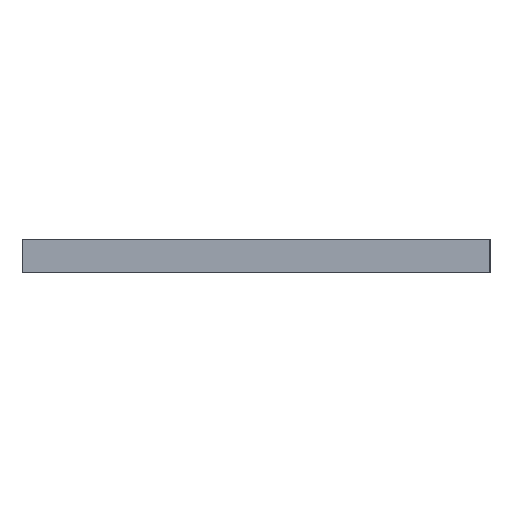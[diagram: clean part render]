
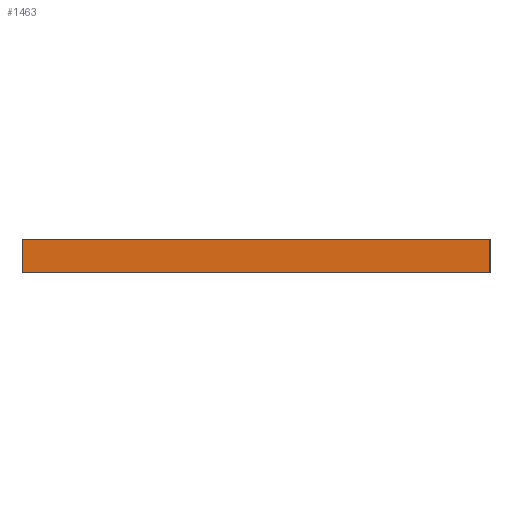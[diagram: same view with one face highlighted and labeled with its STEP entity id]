
A CAD part, left-side view. The second image highlights one B-rep face of the part: STEP entity #1463.
In plain terms, the highlighted planar face has unit normal (-1, 0, 0).
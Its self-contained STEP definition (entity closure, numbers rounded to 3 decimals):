
#79=PLANE('',#1634);
#154=FACE_OUTER_BOUND('',#236,.T.);
#236=EDGE_LOOP('',(#1269,#1270,#1271,#1272));
#388=LINE('',#2478,#518);
#389=LINE('',#2481,#519);
#390=LINE('',#2483,#520);
#391=LINE('',#2484,#521);
#518=VECTOR('',#2058,10.);
#519=VECTOR('',#2061,10.);
#520=VECTOR('',#2062,10.);
#521=VECTOR('',#2063,10.);
#732=VERTEX_POINT('',#2474);
#733=VERTEX_POINT('',#2476);
#734=VERTEX_POINT('',#2480);
#735=VERTEX_POINT('',#2482);
#936=EDGE_CURVE('',#732,#733,#388,.T.);
#937=EDGE_CURVE('',#732,#734,#389,.T.);
#938=EDGE_CURVE('',#735,#733,#390,.T.);
#939=EDGE_CURVE('',#734,#735,#391,.T.);
#1269=ORIENTED_EDGE('',*,*,#937,.F.);
#1270=ORIENTED_EDGE('',*,*,#936,.T.);
#1271=ORIENTED_EDGE('',*,*,#938,.F.);
#1272=ORIENTED_EDGE('',*,*,#939,.F.);
#1463=ADVANCED_FACE('',(#154),#79,.T.);
#1634=AXIS2_PLACEMENT_3D('',#2479,#2059,#2060);
#2058=DIRECTION('',(0.,0.,1.));
#2059=DIRECTION('center_axis',(-1.,0.,0.));
#2060=DIRECTION('ref_axis',(0.,-1.,0.));
#2061=DIRECTION('',(0.,1.,0.));
#2062=DIRECTION('',(0.,-1.,0.));
#2063=DIRECTION('',(0.,0.,1.));
#2474=CARTESIAN_POINT('',(-40.,-35.,0.));
#2476=CARTESIAN_POINT('',(-40.,-35.,5.));
#2478=CARTESIAN_POINT('',(-40.,-35.,0.));
#2479=CARTESIAN_POINT('Origin',(-40.,35.,0.));
#2480=CARTESIAN_POINT('',(-40.,35.,0.));
#2481=CARTESIAN_POINT('',(-40.,-35.,0.));
#2482=CARTESIAN_POINT('',(-40.,35.,5.));
#2483=CARTESIAN_POINT('',(-40.,-35.,5.));
#2484=CARTESIAN_POINT('',(-40.,35.,0.));
